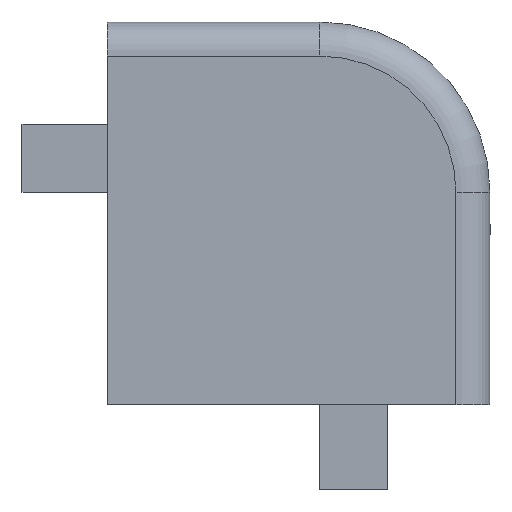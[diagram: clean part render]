
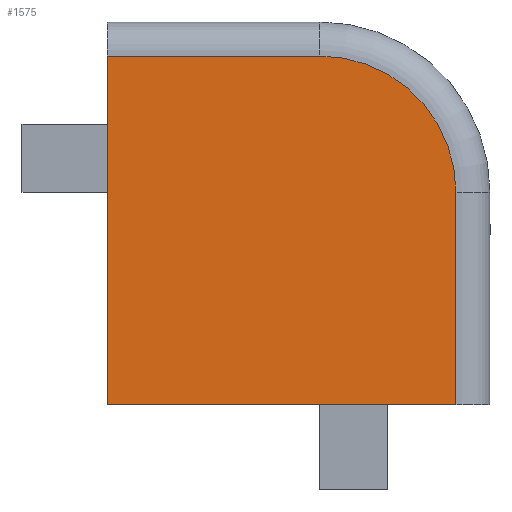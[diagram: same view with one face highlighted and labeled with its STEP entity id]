
A CAD part, front view. The second image highlights one B-rep face of the part: STEP entity #1575.
In plain terms, the highlighted planar face has unit normal (0, -1, 0).
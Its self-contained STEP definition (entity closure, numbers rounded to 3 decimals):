
#245=CARTESIAN_POINT('',(-2.0,0.0,0.0));
#246=VERTEX_POINT('',#245);
#254=CARTESIAN_POINT('',(-22.5,0.0,0.0));
#255=VERTEX_POINT('',#254);
#256=CARTESIAN_POINT('',(-2.0,0.0,0.0));
#257=DIRECTION('',(-1.0,0.0,0.0));
#258=VECTOR('',#257,20.5);
#259=LINE('',#256,#258);
#260=EDGE_CURVE('',#246,#255,#259,.T.);
#366=CARTESIAN_POINT('',(-2.0,0.0,12.5));
#367=VERTEX_POINT('',#366);
#386=CARTESIAN_POINT('',(-10.0,0.0,20.5));
#387=VERTEX_POINT('',#386);
#395=CARTESIAN_POINT('',(-10.0,0.0,12.5));
#396=DIRECTION('',(0.0,1.0,0.0));
#397=DIRECTION('',(0.707,0.0,0.707));
#398=AXIS2_PLACEMENT_3D('',#395,#396,#397);
#399=CIRCLE('',#398,8.);
#400=EDGE_CURVE('',#387,#367,#399,.T.);
#529=CARTESIAN_POINT('',(-2.0,0.0,12.5));
#530=DIRECTION('',(0.0,0.0,-1.0));
#531=VECTOR('',#530,12.5);
#532=LINE('',#529,#531);
#533=EDGE_CURVE('',#367,#246,#532,.T.);
#711=CARTESIAN_POINT('',(-22.5,0.0,20.5));
#712=VERTEX_POINT('',#711);
#720=CARTESIAN_POINT('',(-22.5,0.0,20.5));
#721=DIRECTION('',(1.0,0.0,0.0));
#722=VECTOR('',#721,12.5);
#723=LINE('',#720,#722);
#724=EDGE_CURVE('',#712,#387,#723,.T.);
#1527=CARTESIAN_POINT('',(-22.5,0.0,0.0));
#1528=DIRECTION('',(0.0,0.0,1.0));
#1529=VECTOR('',#1528,20.5);
#1530=LINE('',#1527,#1529);
#1531=EDGE_CURVE('',#255,#712,#1530,.T.);
#1563=CARTESIAN_POINT('',(-11.25,0.0,11.25));
#1564=DIRECTION('',(0.0,1.0,0.0));
#1565=DIRECTION('',(0.0,0.0,1.0));
#1566=AXIS2_PLACEMENT_3D('',#1563,#1564,#1565);
#1567=PLANE('',#1566);
#1568=ORIENTED_EDGE('',*,*,#400,.F.);
#1569=ORIENTED_EDGE('',*,*,#724,.F.);
#1570=ORIENTED_EDGE('',*,*,#1531,.F.);
#1571=ORIENTED_EDGE('',*,*,#260,.F.);
#1572=ORIENTED_EDGE('',*,*,#533,.F.);
#1573=EDGE_LOOP('',(#1568,#1569,#1570,#1571,#1572));
#1574=FACE_OUTER_BOUND('',#1573,.T.);
#1575=ADVANCED_FACE('',(#1574),#1567,.F.);
